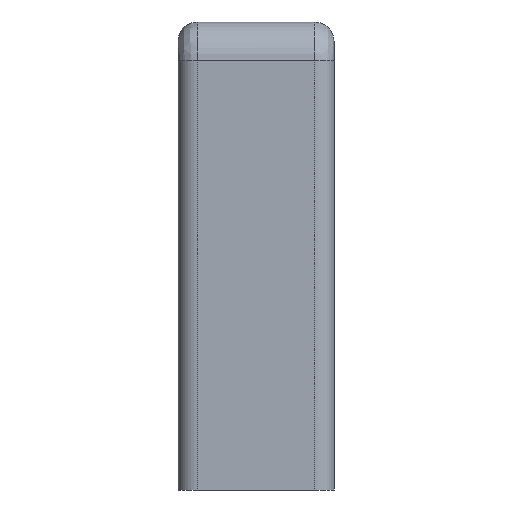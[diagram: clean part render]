
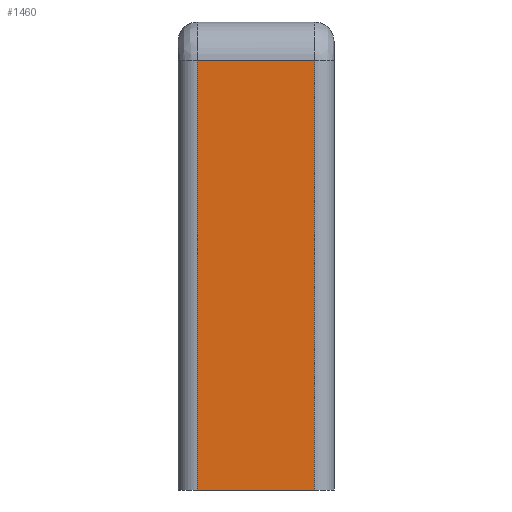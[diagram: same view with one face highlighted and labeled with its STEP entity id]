
A CAD part, front view. The second image highlights one B-rep face of the part: STEP entity #1460.
In plain terms, the highlighted planar face has unit normal (0, -1, 0).
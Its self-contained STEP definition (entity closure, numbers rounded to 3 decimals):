
#202=FACE_OUTER_BOUND('',#296,.T.);
#296=EDGE_LOOP('',(#1197,#1198,#1199,#1200));
#411=LINE('',#2242,#541);
#445=LINE('',#2532,#575);
#446=LINE('',#2534,#576);
#447=LINE('',#2535,#577);
#541=VECTOR('',#1816,10.);
#575=VECTOR('',#1934,10.);
#576=VECTOR('',#1935,10.);
#577=VECTOR('',#1936,10.);
#654=VERTEX_POINT('',#2239);
#655=VERTEX_POINT('',#2241);
#702=VERTEX_POINT('',#2506);
#706=VERTEX_POINT('',#2533);
#814=EDGE_CURVE('',#655,#654,#411,.T.);
#883=EDGE_CURVE('',#702,#654,#445,.T.);
#884=EDGE_CURVE('',#706,#702,#446,.T.);
#885=EDGE_CURVE('',#655,#706,#447,.T.);
#1197=ORIENTED_EDGE('',*,*,#883,.F.);
#1198=ORIENTED_EDGE('',*,*,#884,.F.);
#1199=ORIENTED_EDGE('',*,*,#885,.F.);
#1200=ORIENTED_EDGE('',*,*,#814,.T.);
#1403=PLANE('',#1596);
#1460=ADVANCED_FACE('',(#202),#1403,.T.);
#1596=AXIS2_PLACEMENT_3D('',#2531,#1932,#1933);
#1816=DIRECTION('',(1.,0.,0.));
#1932=DIRECTION('center_axis',(0.,-1.,0.));
#1933=DIRECTION('ref_axis',(0.,0.,-1.));
#1934=DIRECTION('',(0.,0.,-1.));
#1935=DIRECTION('',(1.,0.,0.));
#1936=DIRECTION('',(0.,0.,1.));
#2239=CARTESIAN_POINT('',(7.5,0.,0.));
#2241=CARTESIAN_POINT('',(-7.5,0.,0.));
#2242=CARTESIAN_POINT('',(0.,0.,0.));
#2506=CARTESIAN_POINT('',(7.5,0.,55.));
#2531=CARTESIAN_POINT('Origin',(0.,0.,60.));
#2532=CARTESIAN_POINT('',(7.5,0.,45.));
#2533=CARTESIAN_POINT('',(-7.5,0.,55.));
#2534=CARTESIAN_POINT('',(0.,0.,55.));
#2535=CARTESIAN_POINT('',(-7.5,0.,45.));
